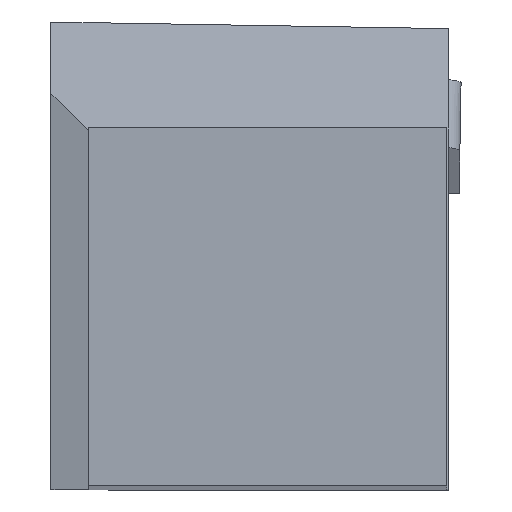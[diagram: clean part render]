
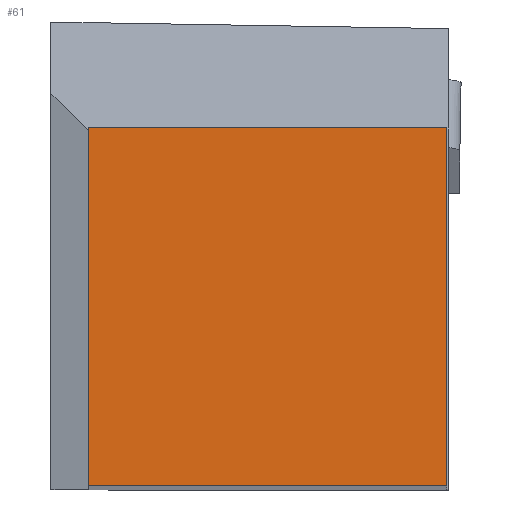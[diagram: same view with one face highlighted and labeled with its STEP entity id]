
A CAD part, top view. The second image highlights one B-rep face of the part: STEP entity #61.
In plain terms, the highlighted planar face has unit normal (0, 0, 1).
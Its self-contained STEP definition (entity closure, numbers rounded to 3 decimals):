
#61=ADVANCED_FACE('',(#137),#100,.T.);
#100=PLANE('',#794);
#137=FACE_OUTER_BOUND('',#176,.T.);
#176=EDGE_LOOP('',(#215,#216,#217,#218));
#215=ORIENTED_EDGE('',*,*,#479,.F.);
#216=ORIENTED_EDGE('',*,*,#480,.F.);
#217=ORIENTED_EDGE('',*,*,#481,.T.);
#218=ORIENTED_EDGE('',*,*,#482,.T.);
#413=VERTEX_POINT('',#1033);
#414=VERTEX_POINT('',#1034);
#415=VERTEX_POINT('',#1036);
#416=VERTEX_POINT('',#1038);
#479=EDGE_CURVE('',#413,#414,#578,.T.);
#480=EDGE_CURVE('',#415,#413,#579,.T.);
#481=EDGE_CURVE('',#415,#416,#580,.T.);
#482=EDGE_CURVE('',#416,#414,#581,.T.);
#578=LINE('',#1032,#672);
#579=LINE('',#1035,#673);
#580=LINE('',#1037,#674);
#581=LINE('',#1039,#675);
#672=VECTOR('',#846,1.);
#673=VECTOR('',#847,1.);
#674=VECTOR('',#848,1.);
#675=VECTOR('',#849,1.);
#794=AXIS2_PLACEMENT_3D('',#1040,#850,#851);
#846=DIRECTION('',(0.,1.,0.));
#847=DIRECTION('',(-1.,0.,0.));
#848=DIRECTION('',(0.,1.,0.));
#849=DIRECTION('',(-1.,0.,0.));
#850=DIRECTION('',(0.,0.,1.));
#851=DIRECTION('',(1.,0.,0.));
#1032=CARTESIAN_POINT('',(-9.475,-18.95,86.87));
#1033=CARTESIAN_POINT('',(-9.475,-18.95,86.87));
#1034=CARTESIAN_POINT('',(-9.475,0.,86.87));
#1035=CARTESIAN_POINT('',(9.475,-18.95,86.87));
#1036=CARTESIAN_POINT('',(9.475,-18.95,86.87));
#1037=CARTESIAN_POINT('',(9.475,-18.95,86.87));
#1038=CARTESIAN_POINT('',(9.475,0.,86.87));
#1039=CARTESIAN_POINT('',(9.475,0.,86.87));
#1040=CARTESIAN_POINT('',(9.475,-18.95,86.87));
